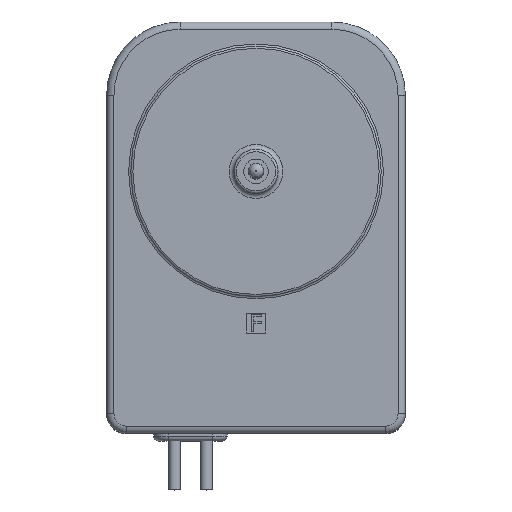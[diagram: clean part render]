
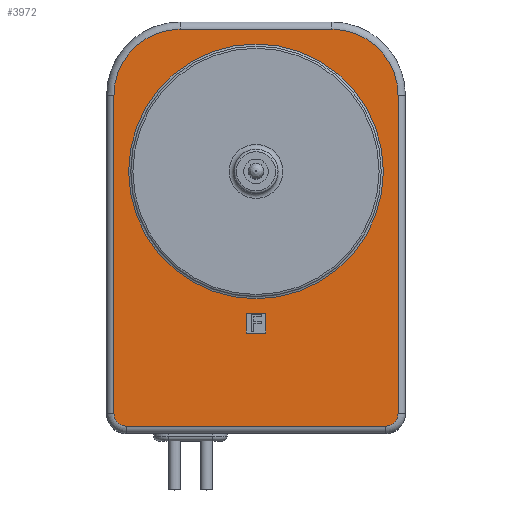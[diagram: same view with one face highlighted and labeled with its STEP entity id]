
A CAD part, top view. The second image highlights one B-rep face of the part: STEP entity #3972.
In plain terms, the highlighted planar face has unit normal (0, 0, 1).
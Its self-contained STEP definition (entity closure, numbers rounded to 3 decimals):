
#101=CARTESIAN_POINT('',(26.0,11.5,34.5));
#102=VERTEX_POINT('',#101);
#103=CARTESIAN_POINT('',(0.0,11.5,34.5));
#104=DIRECTION('',(0.0,0.0,1.0));
#105=DIRECTION('',(-1.0,0.0,0.0));
#106=AXIS2_PLACEMENT_3D('',#103,#104,#105);
#107=CIRCLE('',#106,26.0);
#108=EDGE_CURVE('',#102,#102,#107,.T.);
#3450=CARTESIAN_POINT('',(2.,-21.5,34.5));
#3451=VERTEX_POINT('',#3450);
#3458=CARTESIAN_POINT('',(2.,-17.5,34.5));
#3459=VERTEX_POINT('',#3458);
#3460=CARTESIAN_POINT('',(2.,-17.5,34.5));
#3461=DIRECTION('',(0.0,-1.0,0.0));
#3462=VECTOR('',#3461,4.0);
#3463=LINE('',#3460,#3462);
#3464=EDGE_CURVE('',#3459,#3451,#3463,.T.);
#3488=CARTESIAN_POINT('',(-2.,-21.5,34.5));
#3489=VERTEX_POINT('',#3488);
#3496=CARTESIAN_POINT('',(2.,-21.5,34.5));
#3497=DIRECTION('',(-1.0,0.0,0.0));
#3498=VECTOR('',#3497,4.);
#3499=LINE('',#3496,#3498);
#3500=EDGE_CURVE('',#3451,#3489,#3499,.T.);
#3519=CARTESIAN_POINT('',(-2.,-17.5,34.5));
#3520=VERTEX_POINT('',#3519);
#3527=CARTESIAN_POINT('',(-2.,-21.5,34.5));
#3528=DIRECTION('',(0.0,1.0,0.0));
#3529=VECTOR('',#3528,4.0);
#3530=LINE('',#3527,#3529);
#3531=EDGE_CURVE('',#3489,#3520,#3530,.T.);
#3549=CARTESIAN_POINT('',(-2.,-17.5,34.5));
#3550=DIRECTION('',(1.0,0.0,0.0));
#3551=VECTOR('',#3550,4.0);
#3552=LINE('',#3549,#3551);
#3553=EDGE_CURVE('',#3520,#3459,#3552,.T.);
#3588=CARTESIAN_POINT('',(-29.,27.0,34.5));
#3589=VERTEX_POINT('',#3588);
#3597=CARTESIAN_POINT('',(-15.5,40.5,34.5));
#3598=VERTEX_POINT('',#3597);
#3599=CARTESIAN_POINT('',(-15.5,27.0,34.5));
#3600=DIRECTION('',(0.0,0.0,-1.));
#3601=DIRECTION('',(-0.707,0.707,0.0));
#3602=AXIS2_PLACEMENT_3D('',#3599,#3600,#3601);
#3603=CIRCLE('',#3602,13.5);
#3604=EDGE_CURVE('',#3589,#3598,#3603,.T.);
#3622=CARTESIAN_POINT('',(15.5,40.5,34.5));
#3623=VERTEX_POINT('',#3622);
#3633=CARTESIAN_POINT('',(-15.5,40.5,34.5));
#3634=DIRECTION('',(1.0,0.0,0.0));
#3635=VECTOR('',#3634,31.0);
#3636=LINE('',#3633,#3635);
#3637=EDGE_CURVE('',#3598,#3623,#3636,.T.);
#3647=CARTESIAN_POINT('',(29.,27.0,34.5));
#3648=VERTEX_POINT('',#3647);
#3658=CARTESIAN_POINT('',(15.5,27.0,34.5));
#3659=DIRECTION('',(0.0,0.0,-1.));
#3660=DIRECTION('',(0.707,0.707,0.0));
#3661=AXIS2_PLACEMENT_3D('',#3658,#3659,#3660);
#3662=CIRCLE('',#3661,13.5);
#3663=EDGE_CURVE('',#3623,#3648,#3662,.T.);
#3673=CARTESIAN_POINT('',(29.,-38.0,34.5));
#3674=VERTEX_POINT('',#3673);
#3684=CARTESIAN_POINT('',(29.,27.0,34.5));
#3685=DIRECTION('',(0.0,-1.0,0.0));
#3686=VECTOR('',#3685,65.0);
#3687=LINE('',#3684,#3686);
#3688=EDGE_CURVE('',#3648,#3674,#3687,.T.);
#3698=CARTESIAN_POINT('',(26.5,-40.5,34.5));
#3699=VERTEX_POINT('',#3698);
#3709=CARTESIAN_POINT('',(26.5,-38.0,34.5));
#3710=DIRECTION('',(0.0,0.0,-1.));
#3711=DIRECTION('',(0.707,-0.707,0.0));
#3712=AXIS2_PLACEMENT_3D('',#3709,#3710,#3711);
#3713=CIRCLE('',#3712,2.5);
#3714=EDGE_CURVE('',#3674,#3699,#3713,.T.);
#3724=CARTESIAN_POINT('',(-26.5,-40.5,34.5));
#3725=VERTEX_POINT('',#3724);
#3735=CARTESIAN_POINT('',(26.5,-40.5,34.5));
#3736=DIRECTION('',(-1.0,0.0,0.0));
#3737=VECTOR('',#3736,53.);
#3738=LINE('',#3735,#3737);
#3739=EDGE_CURVE('',#3699,#3725,#3738,.T.);
#3749=CARTESIAN_POINT('',(-29.,-38.0,34.5));
#3750=VERTEX_POINT('',#3749);
#3760=CARTESIAN_POINT('',(-26.5,-38.0,34.5));
#3761=DIRECTION('',(0.0,0.0,-1.0));
#3762=DIRECTION('',(-0.707,-0.707,0.0));
#3763=AXIS2_PLACEMENT_3D('',#3760,#3761,#3762);
#3764=CIRCLE('',#3763,2.5);
#3765=EDGE_CURVE('',#3725,#3750,#3764,.T.);
#3778=CARTESIAN_POINT('',(-29.,-38.0,34.5));
#3779=DIRECTION('',(0.0,1.0,0.0));
#3780=VECTOR('',#3779,65.0);
#3781=LINE('',#3778,#3780);
#3782=EDGE_CURVE('',#3750,#3589,#3781,.T.);
#3948=CARTESIAN_POINT('',(-10.297,-10.297,34.5));
#3949=DIRECTION('',(0.0,0.0,1.0));
#3950=DIRECTION('',(1.0,0.0,0.0));
#3951=AXIS2_PLACEMENT_3D('',#3948,#3949,#3950);
#3952=PLANE('',#3951);
#3953=ORIENTED_EDGE('',*,*,#3604,.F.);
#3954=ORIENTED_EDGE('',*,*,#3782,.F.);
#3955=ORIENTED_EDGE('',*,*,#3765,.F.);
#3956=ORIENTED_EDGE('',*,*,#3739,.F.);
#3957=ORIENTED_EDGE('',*,*,#3714,.F.);
#3958=ORIENTED_EDGE('',*,*,#3688,.F.);
#3959=ORIENTED_EDGE('',*,*,#3663,.F.);
#3960=ORIENTED_EDGE('',*,*,#3637,.F.);
#3961=EDGE_LOOP('',(#3953,#3954,#3955,#3956,#3957,#3958,#3959,#3960));
#3962=FACE_OUTER_BOUND('',#3961,.T.);
#3963=ORIENTED_EDGE('',*,*,#3464,.T.);
#3964=ORIENTED_EDGE('',*,*,#3500,.T.);
#3965=ORIENTED_EDGE('',*,*,#3531,.T.);
#3966=ORIENTED_EDGE('',*,*,#3553,.T.);
#3967=EDGE_LOOP('',(#3963,#3964,#3965,#3966));
#3968=FACE_BOUND('',#3967,.T.);
#3969=ORIENTED_EDGE('',*,*,#108,.F.);
#3970=EDGE_LOOP('',(#3969));
#3971=FACE_BOUND('',#3970,.T.);
#3972=ADVANCED_FACE('',(#3962,#3968,#3971),#3952,.T.);
